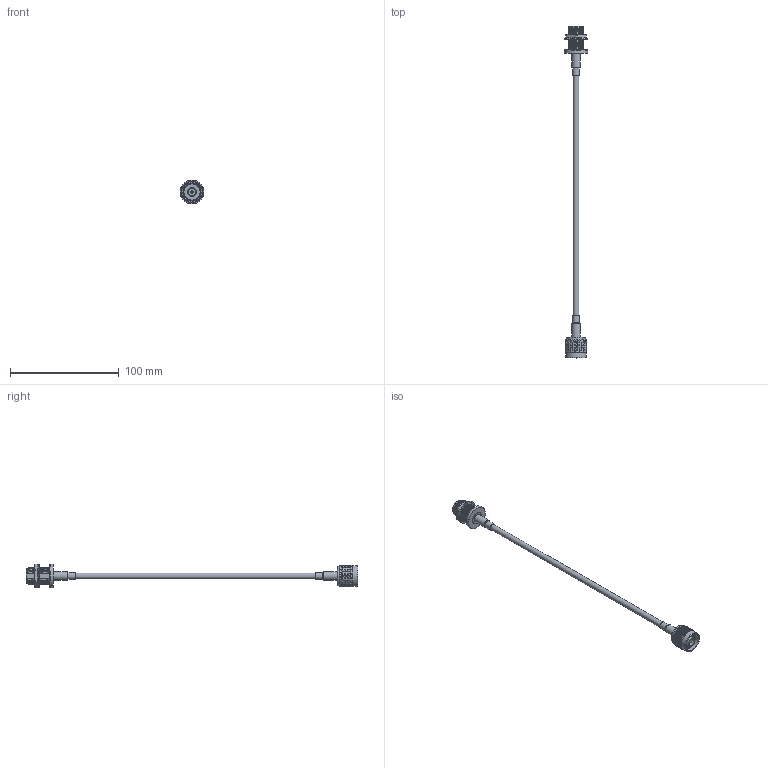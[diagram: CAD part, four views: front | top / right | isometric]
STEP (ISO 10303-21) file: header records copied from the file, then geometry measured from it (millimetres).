
FILE_DESCRIPTION(/* description */ ('Unknown'),/* implementation_level */ '2;1');
FILE_NAME(/* name */ '65506210130501',/* time_stamp */ '2022-04-20T12:03:29+02:00',/* author */ ('Unknown'),/* organization */ ('Unknown'),/* preprocessor_version */ 'ST-DEVELOPER v16.7',/* originating_system */ 'Solid Edge',/* authorisation */ 'Unknown');
FILE_SCHEMA (('AUTOMOTIVE_DESIGN {1 0 10303 214 3 1 1}'));
Products named in the file (1): 65506210130501
Bounding box: 22 x 304.8 x 22 mm (x, y, z)
Volume: 14800.7 mm3; surface area: 30733.2 mm2
Topology: 22 solids, 22 shells, 4767 faces, 9870 edges, 5171 vertices
Faces by surface type: bspline 3293, cylinder 1063, plane 350, cone 54, torus 7
Full cylindrical faces by diameter (mm): 0.95 x1, 0.951 x2, 1 x1, 1.05 x2, 1.6 x2, 1.65 x1, 1.75 x1, 2 x1, 2.1 x2, 2.15 x1, 2.95 x1, 3 x2, 3.04 x2, 3.05 x1, 3.1 x4, 4.4 x6, 5.33 x2, 5.4 x3, 6.4 x2, 6.48 x4, 6.58 x1, 6.98 x3, 7 x2, 7.28 x1, 7.3 x1, 7.35 x2, 7.48 x2, 8 x1, 8.2 x1, 8.6 x1
Entity records: 299012 total; most frequent: CARTESIAN_POINT 235863, ORIENTED_EDGE 19380, EDGE_CURVE 9690, VERTEX_POINT 5118, DIRECTION 4997, FACE_BOUND 4952, EDGE_LOOP 4949, ADVANCED_FACE 4765
